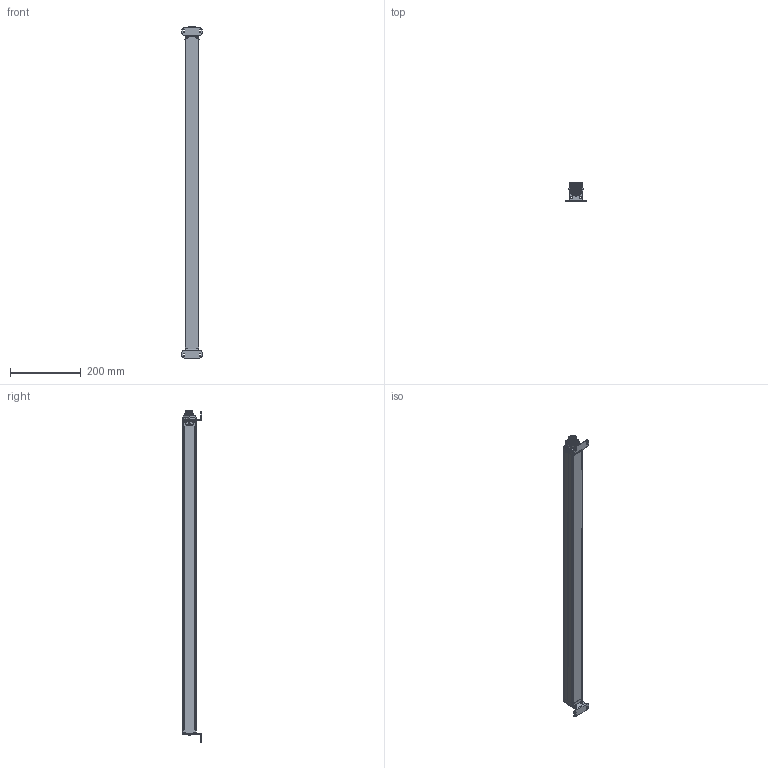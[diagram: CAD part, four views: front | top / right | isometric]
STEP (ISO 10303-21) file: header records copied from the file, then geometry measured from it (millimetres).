
FILE_DESCRIPTION((''),'2;1');
FILE_NAME('255881_SM01_ASM','2026-03-26T16:42:33',('banengservice'),('BANNER ENGINEERING'),'CREO PARAMETRIC BY PTC INC, 2022414','CREO PARAMETRIC BY PTC INC, 2022414','');
FILE_SCHEMA(('CONFIG_CONTROL_DESIGN'));
Products named in the file (2): 255881_EP01; 255881_SM01_ASM
Assembly tree (1 placements, depth 2):
  255881_SM01_ASM
    255881_EP01
Bounding box: 57.15 x 54.86 x 940.13 mm (x, y, z)
Volume: 1244177.5 mm3; surface area: 244815.9 mm2
Topology: 5 solids, 5 shells, 1679 faces, 4727 edges, 3044 vertices
Faces by surface type: plane 697, cylinder 561, cone 200, bspline 163, sphere 30, torus 26, extrusion 2
Entity records: 87324 total; most frequent: CARTESIAN_POINT 44399, ORIENTED_EDGE 9442, DIRECTION 8490, EDGE_CURVE 4721, VERTEX_POINT 3044, AXIS2_PLACEMENT_3D 3004, VECTOR 2482, LINE 2480
